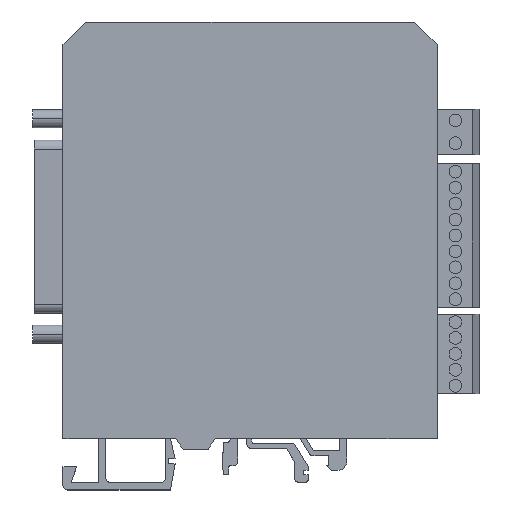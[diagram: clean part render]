
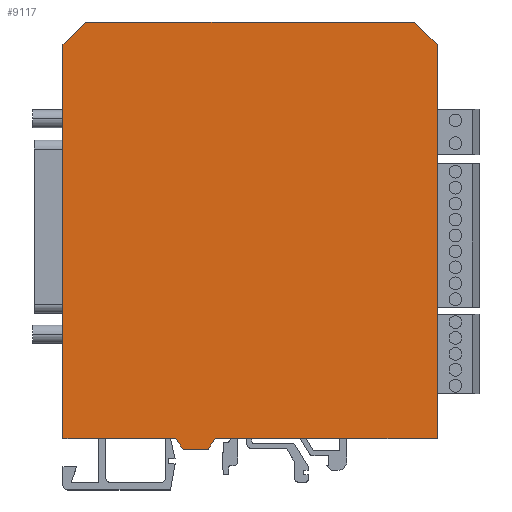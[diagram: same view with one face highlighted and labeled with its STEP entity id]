
A CAD part, top view. The second image highlights one B-rep face of the part: STEP entity #9117.
In plain terms, the highlighted planar face has unit normal (0, 0, 1).
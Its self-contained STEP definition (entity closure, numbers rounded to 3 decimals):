
#655=DIRECTION('',(1.,0.,0.));
#656=VECTOR('',#655,72.15);
#657=CARTESIAN_POINT('',(-36.075,45.7,11.15));
#658=LINE('',#657,#656);
#718=DIRECTION('',(-0.707,0.707,0.));
#719=VECTOR('',#718,7.071);
#720=CARTESIAN_POINT('',(41.075,40.7,11.15));
#721=LINE('',#720,#719);
#725=DIRECTION('',(0.555,0.832,0.));
#726=VECTOR('',#725,2.884);
#727=CARTESIAN_POINT('',(-9.225,-48.1,11.15));
#728=LINE('',#727,#726);
#732=DIRECTION('',(0.555,-0.832,0.));
#733=VECTOR('',#732,2.884);
#734=CARTESIAN_POINT('',(-16.325,-45.7,11.15));
#735=LINE('',#734,#733);
#739=DIRECTION('',(-0.707,-0.707,0.));
#740=VECTOR('',#739,7.071);
#741=CARTESIAN_POINT('',(-36.075,45.7,11.15));
#742=LINE('',#741,#740);
#760=DIRECTION('',(0.,-1.,0.));
#761=VECTOR('',#760,86.4);
#762=CARTESIAN_POINT('',(41.075,40.7,11.15));
#763=LINE('',#762,#761);
#767=DIRECTION('',(-1.,0.,0.));
#768=VECTOR('',#767,48.7);
#769=CARTESIAN_POINT('',(41.075,-45.7,11.15));
#770=LINE('',#769,#768);
#816=DIRECTION('',(-1.,0.,0.));
#817=VECTOR('',#816,5.5);
#818=CARTESIAN_POINT('',(-9.225,-48.1,11.15));
#819=LINE('',#818,#817);
#837=DIRECTION('',(-1.,0.,0.));
#838=VECTOR('',#837,24.75);
#839=CARTESIAN_POINT('',(-16.325,-45.7,11.15));
#840=LINE('',#839,#838);
#851=DIRECTION('',(0.,1.,0.));
#852=VECTOR('',#851,86.4);
#853=CARTESIAN_POINT('',(-41.075,-45.7,11.15));
#854=LINE('',#853,#852);
#7535=CARTESIAN_POINT('',(-7.625,-45.7,11.15));
#7537=VERTEX_POINT('',#7535);
#7538=CARTESIAN_POINT('',(-9.225,-48.1,11.15));
#7539=VERTEX_POINT('',#7538);
#7542=CARTESIAN_POINT('',(-14.725,-48.1,11.15));
#7543=VERTEX_POINT('',#7542);
#7546=CARTESIAN_POINT('',(-16.325,-45.7,11.15));
#7547=VERTEX_POINT('',#7546);
#7550=CARTESIAN_POINT('',(-41.075,-45.7,11.15));
#7551=VERTEX_POINT('',#7550);
#7556=CARTESIAN_POINT('',(41.075,-45.7,11.15));
#7557=VERTEX_POINT('',#7556);
#7673=CARTESIAN_POINT('',(41.075,40.7,11.15));
#7675=VERTEX_POINT('',#7673);
#7920=CARTESIAN_POINT('',(36.075,45.7,11.15));
#7921=VERTEX_POINT('',#7920);
#7924=CARTESIAN_POINT('',(-36.075,45.7,11.15));
#7925=VERTEX_POINT('',#7924);
#7928=CARTESIAN_POINT('',(-41.075,40.7,11.15));
#7929=VERTEX_POINT('',#7928);
#9093=CARTESIAN_POINT('',(0.,0.,11.15));
#9094=DIRECTION('',(0.,0.,1.));
#9095=DIRECTION('',(1.,0.,0.));
#9096=AXIS2_PLACEMENT_3D('',#9093,#9094,#9095);
#9097=PLANE('',#9096);
#9098=ORIENTED_EDGE('',*,*,#9047,.F.);
#9100=ORIENTED_EDGE('',*,*,#9099,.T.);
#9102=ORIENTED_EDGE('',*,*,#9101,.T.);
#9104=ORIENTED_EDGE('',*,*,#9103,.F.);
#9106=ORIENTED_EDGE('',*,*,#9105,.T.);
#9108=ORIENTED_EDGE('',*,*,#9107,.F.);
#9110=ORIENTED_EDGE('',*,*,#9109,.T.);
#9112=ORIENTED_EDGE('',*,*,#9111,.T.);
#9113=ORIENTED_EDGE('',*,*,#9084,.F.);
#9114=ORIENTED_EDGE('',*,*,#9020,.T.);
#9115=EDGE_LOOP('',(#9098,#9100,#9102,#9104,#9106,#9108,#9110,#9112,#9113,
#9114));
#9116=FACE_OUTER_BOUND('',#9115,.F.);
#9117=ADVANCED_FACE('',(#9116),#9097,.T.);
#9020=EDGE_CURVE('',#7925,#7921,#658,.T.);
#9047=EDGE_CURVE('',#7675,#7921,#721,.T.);
#9084=EDGE_CURVE('',#7925,#7929,#742,.T.);
#9099=EDGE_CURVE('',#7675,#7557,#763,.T.);
#9101=EDGE_CURVE('',#7557,#7537,#770,.T.);
#9103=EDGE_CURVE('',#7539,#7537,#728,.T.);
#9105=EDGE_CURVE('',#7539,#7543,#819,.T.);
#9107=EDGE_CURVE('',#7547,#7543,#735,.T.);
#9109=EDGE_CURVE('',#7547,#7551,#840,.T.);
#9111=EDGE_CURVE('',#7551,#7929,#854,.T.);
